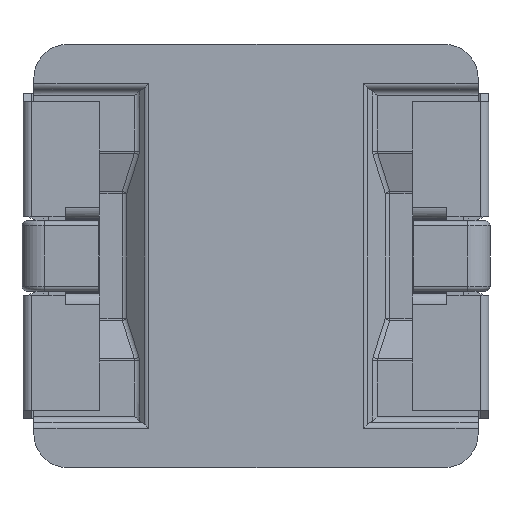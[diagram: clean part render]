
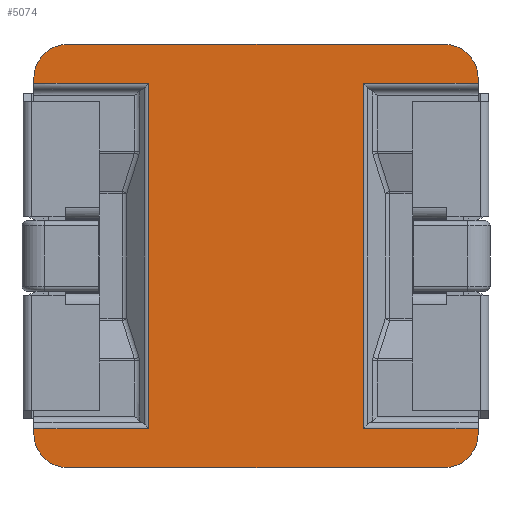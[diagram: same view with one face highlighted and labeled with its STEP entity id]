
A CAD part, front view. The second image highlights one B-rep face of the part: STEP entity #5074.
In plain terms, the highlighted planar face has unit normal (0, -1, 0).
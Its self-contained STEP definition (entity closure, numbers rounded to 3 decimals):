
#2 = VECTOR ( 'NONE', #3804, 1000. ) ;
#82 = ORIENTED_EDGE ( 'NONE', *, *, #1513, .F. ) ;
#109 = CARTESIAN_POINT ( 'NONE',  ( 4.45, -1.84, -4.077 ) ) ;
#349 = VERTEX_POINT ( 'NONE', #7411 ) ;
#428 = ORIENTED_EDGE ( 'NONE', *, *, #12468, .T. ) ;
#507 = CARTESIAN_POINT ( 'NONE',  ( 4.45, -1.84, -5. ) ) ;
#565 = DIRECTION ( 'NONE',  ( 1., 0., 0. ) ) ;
#675 = VERTEX_POINT ( 'NONE', #9289 ) ;
#840 = CIRCLE ( 'NONE', #9803, 0.8 ) ;
#1257 = CARTESIAN_POINT ( 'NONE',  ( 5.25, -1.84, 4.2 ) ) ;
#1513 = EDGE_CURVE ( 'NONE', #8593, #13563, #2233, .T. ) ;
#1540 = LINE ( 'NONE', #5826, #7388 ) ;
#1609 = LINE ( 'NONE', #9102, #2 ) ;
#1623 = LINE ( 'NONE', #6883, #4054 ) ;
#1639 = ORIENTED_EDGE ( 'NONE', *, *, #9518, .F. ) ;
#1693 = EDGE_CURVE ( 'NONE', #8437, #9217, #13528, .T. ) ;
#2048 = DIRECTION ( 'NONE',  ( 0., 1., 0. ) ) ;
#2140 = CARTESIAN_POINT ( 'NONE',  ( -4.45, -1.84, 4.2 ) ) ;
#2233 = LINE ( 'NONE', #5520, #3795 ) ;
#2359 = DIRECTION ( 'NONE',  ( -1., 0., 0. ) ) ;
#2625 = CARTESIAN_POINT ( 'NONE',  ( 5.25, -1.84, -4.2 ) ) ;
#2816 = CARTESIAN_POINT ( 'NONE',  ( -5.25, -1.84, 4.077 ) ) ;
#2833 = DIRECTION ( 'NONE',  ( 0., 0., -1. ) ) ;
#2934 = EDGE_CURVE ( 'NONE', #5338, #7611, #7184, .T. ) ;
#3051 = EDGE_CURVE ( 'NONE', #6366, #11819, #6862, .T. ) ;
#3081 = CIRCLE ( 'NONE', #9560, 0.8 ) ;
#3128 = DIRECTION ( 'NONE',  ( 0., 0., 1. ) ) ;
#3147 = ORIENTED_EDGE ( 'NONE', *, *, #11522, .F. ) ;
#3377 = VERTEX_POINT ( 'NONE', #7120 ) ;
#3670 = FACE_OUTER_BOUND ( 'NONE', #11846, .T. ) ;
#3795 = VECTOR ( 'NONE', #6665, 1000. ) ;
#3804 = DIRECTION ( 'NONE',  ( 0., 0., 1. ) ) ;
#3992 = VECTOR ( 'NONE', #12617, 1000. ) ;
#4054 = VECTOR ( 'NONE', #565, 1000. ) ;
#4103 = VERTEX_POINT ( 'NONE', #10709 ) ;
#4401 = ORIENTED_EDGE ( 'NONE', *, *, #12747, .T. ) ;
#4459 = VECTOR ( 'NONE', #10190, 1000. ) ;
#4492 = EDGE_CURVE ( 'NONE', #6651, #675, #7180, .T. ) ;
#4499 = ORIENTED_EDGE ( 'NONE', *, *, #3051, .F. ) ;
#4553 = ORIENTED_EDGE ( 'NONE', *, *, #12138, .T. ) ;
#4604 = VECTOR ( 'NONE', #11108, 1000. ) ;
#4620 = CARTESIAN_POINT ( 'NONE',  ( -5.25, -1.84, -4.077 ) ) ;
#4840 = CARTESIAN_POINT ( 'NONE',  ( 2.538, -1.84, -4.077 ) ) ;
#4975 = DIRECTION ( 'NONE',  ( 0., 0., 1. ) ) ;
#4976 = EDGE_CURVE ( 'NONE', #9217, #8593, #7126, .T. ) ;
#5009 = CARTESIAN_POINT ( 'NONE',  ( -2.538, -1.84, -3.971 ) ) ;
#5074 = ADVANCED_FACE ( 'NONE', ( #3670 ), #7140, .F. ) ;
#5137 = ORIENTED_EDGE ( 'NONE', *, *, #6117, .T. ) ;
#5176 = EDGE_CURVE ( 'NONE', #6366, #11215, #10777, .T. ) ;
#5338 = VERTEX_POINT ( 'NONE', #8954 ) ;
#5520 = CARTESIAN_POINT ( 'NONE',  ( 5.25, -1.84, 4.2 ) ) ;
#5627 = VECTOR ( 'NONE', #6798, 1000. ) ;
#5694 = ORIENTED_EDGE ( 'NONE', *, *, #12198, .F. ) ;
#5803 = ORIENTED_EDGE ( 'NONE', *, *, #12508, .F. ) ;
#5822 = CARTESIAN_POINT ( 'NONE',  ( 5.25, -1.84, 4.2 ) ) ;
#5826 = CARTESIAN_POINT ( 'NONE',  ( -5.25, -1.84, -4.077 ) ) ;
#6117 = EDGE_CURVE ( 'NONE', #11215, #3377, #7463, .T. ) ;
#6144 = CARTESIAN_POINT ( 'NONE',  ( -4.45, -1.84, -4.2 ) ) ;
#6366 = VERTEX_POINT ( 'NONE', #12346 ) ;
#6368 = CARTESIAN_POINT ( 'NONE',  ( 4.45, -1.84, 5. ) ) ;
#6651 = VERTEX_POINT ( 'NONE', #2816 ) ;
#6665 = DIRECTION ( 'NONE',  ( 0., 0., -1. ) ) ;
#6669 = DIRECTION ( 'NONE',  ( 0., 1., 0. ) ) ;
#6758 = CARTESIAN_POINT ( 'NONE',  ( -2.538, -1.84, -4.077 ) ) ;
#6798 = DIRECTION ( 'NONE',  ( 1., 0., 0. ) ) ;
#6862 = LINE ( 'NONE', #5822, #4604 ) ;
#6883 = CARTESIAN_POINT ( 'NONE',  ( 4.45, -1.84, 4.077 ) ) ;
#6965 = DIRECTION ( 'NONE',  ( -1., 0., 0. ) ) ;
#7120 = CARTESIAN_POINT ( 'NONE',  ( 2.538, -1.84, 4.077 ) ) ;
#7126 = CIRCLE ( 'NONE', #7330, 0.8 ) ;
#7140 = PLANE ( 'NONE',  #9076 ) ;
#7180 = LINE ( 'NONE', #8003, #4459 ) ;
#7184 = LINE ( 'NONE', #5009, #8642 ) ;
#7330 = AXIS2_PLACEMENT_3D ( 'NONE', #7709, #6669, #10796 ) ;
#7388 = VECTOR ( 'NONE', #12023, 1000. ) ;
#7411 = CARTESIAN_POINT ( 'NONE',  ( 4.45, -1.84, -5. ) ) ;
#7430 = DIRECTION ( 'NONE',  ( 0., 0., -1. ) ) ;
#7459 = CARTESIAN_POINT ( 'NONE',  ( 4.45, -1.84, -4.2 ) ) ;
#7463 = LINE ( 'NONE', #9435, #11633 ) ;
#7555 = DIRECTION ( 'NONE',  ( 0., 1., 0. ) ) ;
#7611 = VERTEX_POINT ( 'NONE', #6758 ) ;
#7709 = CARTESIAN_POINT ( 'NONE',  ( 4.45, -1.84, 4.2 ) ) ;
#7757 = CARTESIAN_POINT ( 'NONE',  ( -2.6, -1.84, 4.077 ) ) ;
#7824 = EDGE_CURVE ( 'NONE', #675, #8437, #12931, .T. ) ;
#7916 = CARTESIAN_POINT ( 'NONE',  ( 4.45, -1.84, 4.2 ) ) ;
#8003 = CARTESIAN_POINT ( 'NONE',  ( -5.25, -1.84, 4.2 ) ) ;
#8138 = CARTESIAN_POINT ( 'NONE',  ( -5.25, -1.84, -4.2 ) ) ;
#8146 = DIRECTION ( 'NONE',  ( 0., 1., 0. ) ) ;
#8437 = VERTEX_POINT ( 'NONE', #13230 ) ;
#8593 = VERTEX_POINT ( 'NONE', #1257 ) ;
#8642 = VECTOR ( 'NONE', #7430, 1000. ) ;
#8715 = VECTOR ( 'NONE', #2359, 1000. ) ;
#8737 = VECTOR ( 'NONE', #6965, 1000. ) ;
#8940 = ORIENTED_EDGE ( 'NONE', *, *, #4976, .F. ) ;
#8954 = CARTESIAN_POINT ( 'NONE',  ( -2.538, -1.84, 4.077 ) ) ;
#9076 = AXIS2_PLACEMENT_3D ( 'NONE', #7916, #11191, #4975 ) ;
#9100 = ORIENTED_EDGE ( 'NONE', *, *, #5176, .T. ) ;
#9102 = CARTESIAN_POINT ( 'NONE',  ( -5.25, -1.84, 4.2 ) ) ;
#9217 = VERTEX_POINT ( 'NONE', #6368 ) ;
#9289 = CARTESIAN_POINT ( 'NONE',  ( -5.25, -1.84, 4.2 ) ) ;
#9435 = CARTESIAN_POINT ( 'NONE',  ( 2.538, -1.84, 3.971 ) ) ;
#9515 = DIRECTION ( 'NONE',  ( 0., 0., 1. ) ) ;
#9518 = EDGE_CURVE ( 'NONE', #11819, #349, #3081, .T. ) ;
#9560 = AXIS2_PLACEMENT_3D ( 'NONE', #7459, #2048, #3128 ) ;
#9636 = ORIENTED_EDGE ( 'NONE', *, *, #2934, .T. ) ;
#9803 = AXIS2_PLACEMENT_3D ( 'NONE', #6144, #8146, #2833 ) ;
#10190 = DIRECTION ( 'NONE',  ( 0., 0., 1. ) ) ;
#10709 = CARTESIAN_POINT ( 'NONE',  ( -4.45, -1.84, -5. ) ) ;
#10777 = LINE ( 'NONE', #109, #8715 ) ;
#10796 = DIRECTION ( 'NONE',  ( 0., 0., 1. ) ) ;
#10900 = ORIENTED_EDGE ( 'NONE', *, *, #4492, .F. ) ;
#11108 = DIRECTION ( 'NONE',  ( 0., 0., -1. ) ) ;
#11191 = DIRECTION ( 'NONE',  ( 0., 1., 0. ) ) ;
#11215 = VERTEX_POINT ( 'NONE', #4840 ) ;
#11369 = AXIS2_PLACEMENT_3D ( 'NONE', #2140, #7555, #9515 ) ;
#11522 = EDGE_CURVE ( 'NONE', #4103, #11812, #840, .T. ) ;
#11633 = VECTOR ( 'NONE', #13716, 1000. ) ;
#11812 = VERTEX_POINT ( 'NONE', #8138 ) ;
#11819 = VERTEX_POINT ( 'NONE', #2625 ) ;
#11846 = EDGE_LOOP ( 'NONE', ( #4499, #9100, #5137, #4553, #82, #8940, #12873, #12846, #10900, #4401, #9636, #428, #5803, #3147, #5694, #1639 ) ) ;
#12023 = DIRECTION ( 'NONE',  ( -1., 0., 0. ) ) ;
#12138 = EDGE_CURVE ( 'NONE', #3377, #13563, #1623, .T. ) ;
#12198 = EDGE_CURVE ( 'NONE', #349, #4103, #13156, .T. ) ;
#12346 = CARTESIAN_POINT ( 'NONE',  ( 5.25, -1.84, -4.077 ) ) ;
#12468 = EDGE_CURVE ( 'NONE', #7611, #13541, #1540, .T. ) ;
#12508 = EDGE_CURVE ( 'NONE', #11812, #13541, #1609, .T. ) ;
#12562 = CARTESIAN_POINT ( 'NONE',  ( 4.45, -1.84, 5. ) ) ;
#12617 = DIRECTION ( 'NONE',  ( 1., 0., 0. ) ) ;
#12747 = EDGE_CURVE ( 'NONE', #6651, #5338, #13268, .T. ) ;
#12846 = ORIENTED_EDGE ( 'NONE', *, *, #7824, .F. ) ;
#12873 = ORIENTED_EDGE ( 'NONE', *, *, #1693, .F. ) ;
#12931 = CIRCLE ( 'NONE', #11369, 0.8 ) ;
#13156 = LINE ( 'NONE', #507, #8737 ) ;
#13230 = CARTESIAN_POINT ( 'NONE',  ( -4.45, -1.84, 5. ) ) ;
#13268 = LINE ( 'NONE', #7757, #5627 ) ;
#13332 = CARTESIAN_POINT ( 'NONE',  ( 5.25, -1.84, 4.077 ) ) ;
#13528 = LINE ( 'NONE', #12562, #3992 ) ;
#13541 = VERTEX_POINT ( 'NONE', #4620 ) ;
#13563 = VERTEX_POINT ( 'NONE', #13332 ) ;
#13716 = DIRECTION ( 'NONE',  ( 0., 0., 1. ) ) ;
